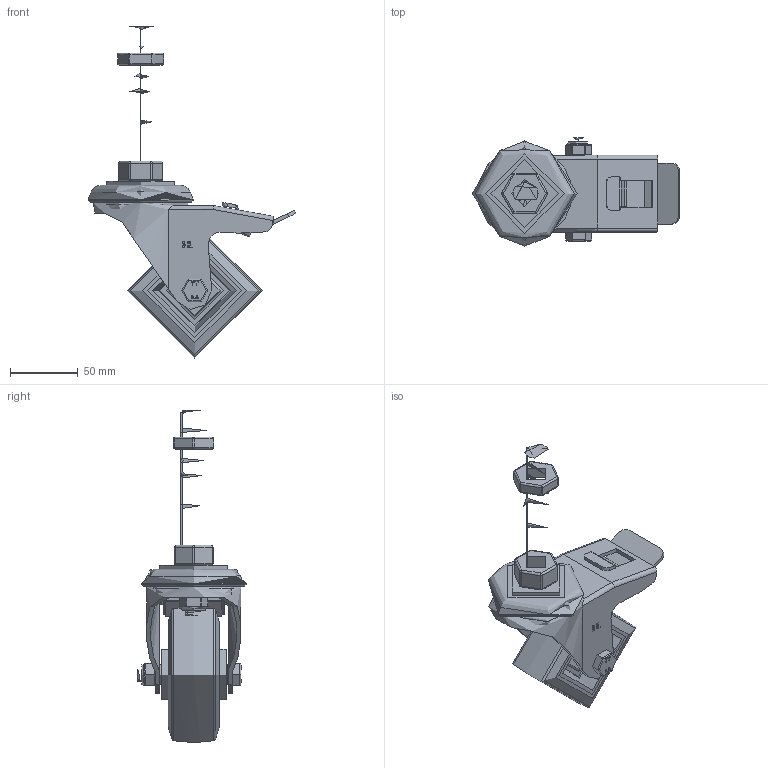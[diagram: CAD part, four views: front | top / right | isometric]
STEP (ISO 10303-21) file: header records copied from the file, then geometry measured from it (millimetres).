
FILE_DESCRIPTION(/* description */ (''),/* implementation_level */ '2;1');
FILE_NAME(/* name */ 'BZEH100RNBSWBM20X100.step',/* time_stamp */ '2024-09-26T14:10:50+01:00',/* author */ (''),/* organization */ (''),/* preprocessor_version */ 'ST-DEVELOPER v20',/* originating_system */ 'Autodesk Translation Framework v13.20.0.188',/* authorisation */ '');
FILE_SCHEMA (('AUTOMOTIVE_DESIGN { 1 0 10303 214 3 1 1 }'));
Length unit declared in the file: millimetre
Products named in the file (28): BZEH100RNBSWBM20X100; BZEH100ASBH12SWB v1; ZINC PLATED, PRESSED STEEL TOP HEAD; ZINC PLATED, PRESSED STEEL FORKS; ZINC PLATED, PRESSED BRAKE PEDAL; BRAKE PAD; BRAKE PAD Geometry; brake bolt; BZH100WRNRB15 v1; ROLLER BEARING; RIBS; Component4; CAGE; 75 SHORE A ELASTIC RUBBER TYRE; NYLON RIM; TUBEM15X50 v1; ZINC PLATED AXLE TUBE; HEXBOLTM10X70Z8.8 v2; GRADE 8.8 THREADED ZINC PLATED BOLT; NYLOCM10Z v1; NYLOC NUT; RUBBER; NUT; STM20X100 v2; STEM; NUTS; NM12NYZ; WASHER
Assembly tree (34 placements, depth 5):
  BZEH100RNBSWBM20X100
    BZEH100ASBH12SWB v1
      ZINC PLATED, PRESSED STEEL TOP HEAD
      ZINC PLATED, PRESSED STEEL FORKS
      ZINC PLATED, PRESSED BRAKE PEDAL
      BRAKE PAD
        BRAKE PAD Geometry
        brake bolt
    BZH100WRNRB15 v1
      ROLLER BEARING
        RIBS
          Component4  x8
        CAGE
      75 SHORE A ELASTIC RUBBER TYRE
      NYLON RIM
    TUBEM15X50 v1
      ZINC PLATED AXLE TUBE
    HEXBOLTM10X70Z8.8 v2
      GRADE 8.8 THREADED ZINC PLATED BOLT
    NYLOCM10Z v1
      NYLOC NUT
        RUBBER
        NUT
    STM20X100 v2
      STEM
      NUTS
      NM12NYZ
      WASHER
Bounding box: 154 x 80.5 x 245.88 mm (x, y, z)
Volume: 384739.5 mm3; surface area: 163357.6 mm2
Topology: 25 solids, 25 shells, 853 faces, 2170 edges, 1381 vertices
Faces by surface type: plane 369, cylinder 359, bspline 55, sphere 36, torus 23, cone 11
Full cylindrical faces by diameter (mm): 4 x8, 8 x2, 8.141 x18, 9.836 x19, 9.85 x19, 10 x3, 10.2 x2, 10.5 x1, 11.834 x19, 12 x4, 12.2 x1, 15 x5, 16 x2, 16.938 x37, 18 x1, 19.791 x37, 20 x2, 22.5 x1, 22.75 x1, 23 x1, 23.5 x1, 25 x1, 28.745 x1, 30 x1, 37.5 x2, 50 x1, 53.5 x1, 64 x1, 70 x3
Entity records: 46735 total; most frequent: CARTESIAN_POINT 26299, ORIENTED_EDGE 4298, DIRECTION 3848, EDGE_CURVE 2149, AXIS2_PLACEMENT_3D 1390, VERTEX_POINT 1367, LINE 1068, VECTOR 1068
